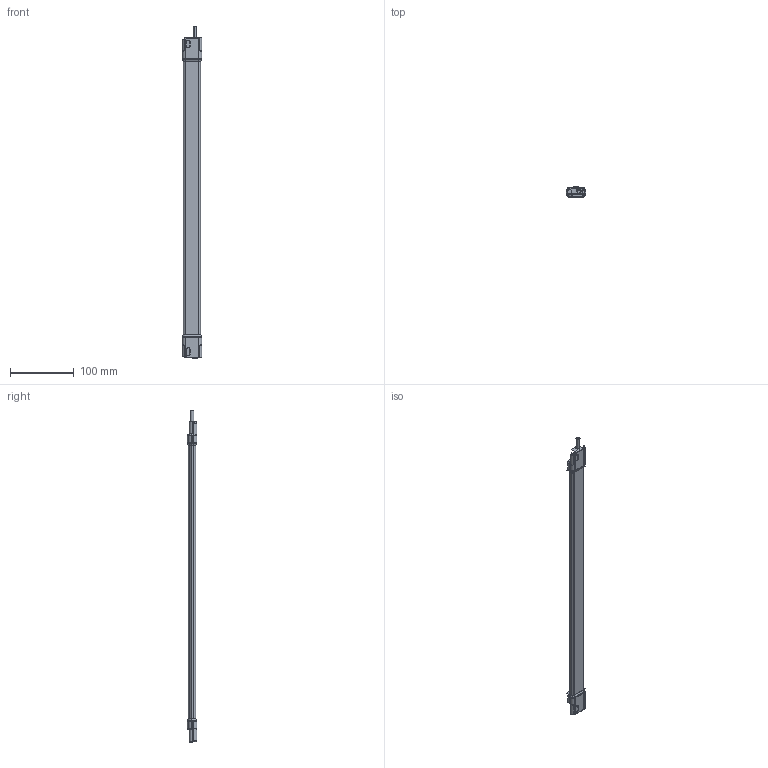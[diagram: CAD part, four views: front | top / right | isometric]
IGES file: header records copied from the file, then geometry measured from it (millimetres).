
Start section:  PTC IGES file: 198000_sm01.igs
Global section: file name: 198000_sm01.igs; native system: Creo Parametric by PTC Inc.; preprocessor: 2019292; author: PDMAdmin; organization: Unknown; date: 20220615.120537; units: millimetre
Bounding box: 30.6 x 15.56 x 518.94 mm (x, y, z)
Volume: 135518.2 mm3; surface area: 147377.7 mm2
Topology: 1 solids, 2 shells, 408 faces, 2038 edges, 2574 vertices
Faces by surface type: revolution 242, bspline 166
